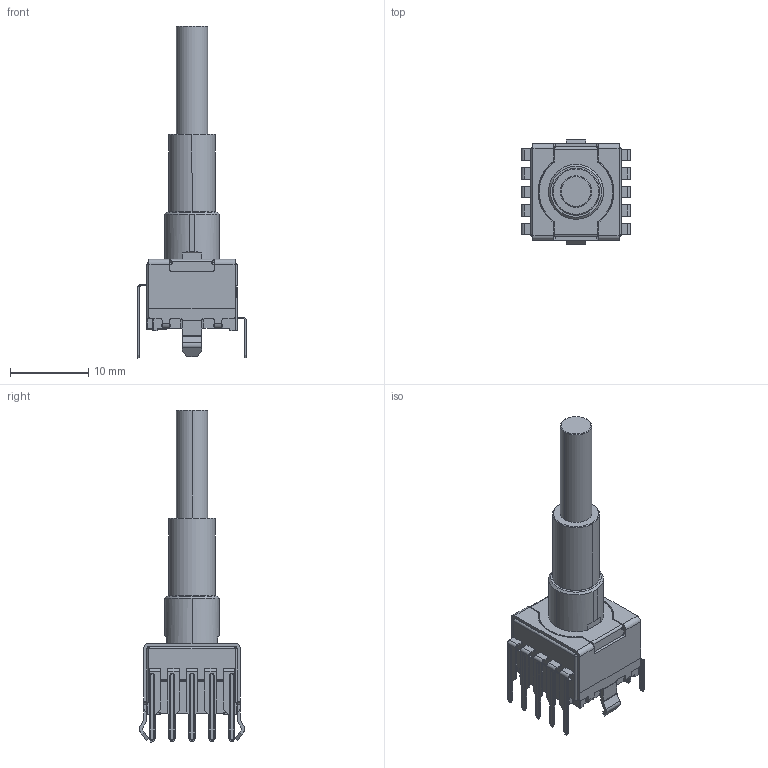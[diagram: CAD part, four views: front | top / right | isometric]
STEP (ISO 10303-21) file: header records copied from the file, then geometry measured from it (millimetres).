
FILE_DESCRIPTION(('OneSpaceDesigner STEP Export'),'2;1');
FILE_NAME('E37-VNXXX0-1.stp','2010-01-08T16:21:11',(''),(''),'OneSpace Designer STEP processor for AP214 (Solid Model)','OneSpace Designer 13.20A 18-Aug-2005 (C) CoCreate Software GmbH','');
FILE_SCHEMA(('AUTOMOTIVE_DESIGN { 1 0 10303 214 1 1 1 1 }'));
Length unit declared in the file: millimetre
Products named in the file (2): E37-VNXXX0-1
Assembly tree (1 placements, depth 2):
  E37-VNXXX0-1
    E37-VNXXX0-1
Bounding box: 13.96 x 13.5 x 42.4 mm (x, y, z)
Surface area: 1714.5 mm2 (no closed solid volume)
Topology: 0 solids, 3 shells, 1239 faces, 3316 edges, 2100 vertices
Faces by surface type: plane 580, cylinder 423, torus 202, cone 18, bspline 8, sphere 8
Entity records: 36830 total; most frequent: CARTESIAN_POINT 7227, ORIENTED_EDGE 6616, DIRECTION 5798, EDGE_CURVE 3308, VERTEX_POINT 2100, AXIS2_PLACEMENT_3D 1943, VECTOR 1912, LINE 1912
